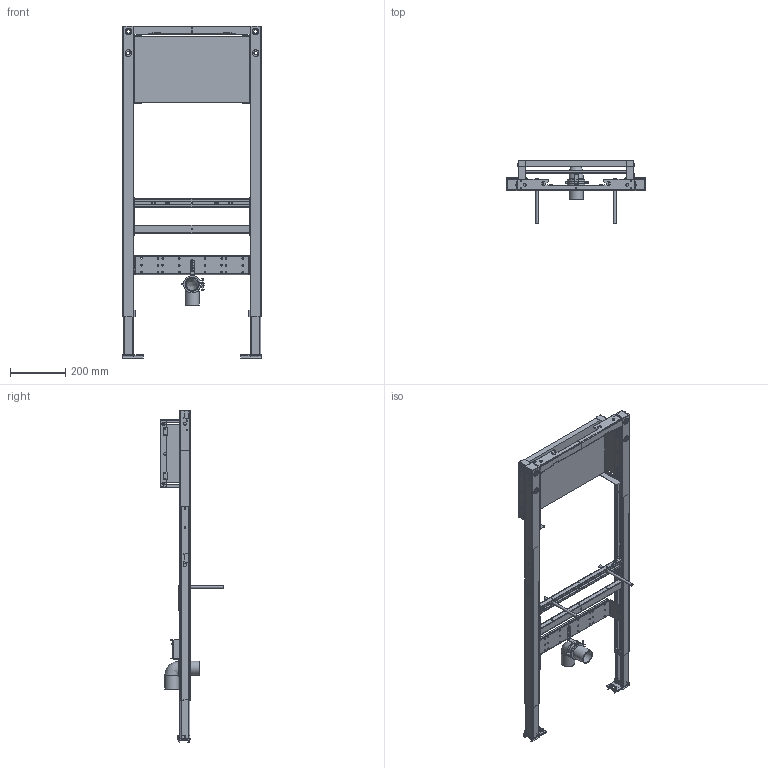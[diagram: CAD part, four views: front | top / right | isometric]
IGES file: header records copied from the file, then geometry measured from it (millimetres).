
Global section: file name: 111.493.00.2; native system: Autodesk Inventor 2023; preprocessor: unknown; author: JANAN; date: 20240531.081235; units: millimetre
Bounding box: 500 x 229 x 1200 mm (x, y, z)
Volume: 3457010.4 mm3; surface area: 1745756.1 mm2
Topology: 23 solids, 63 shells, 2106 faces, 5441 edges, 3363 vertices
Faces by surface type: bspline 2106
